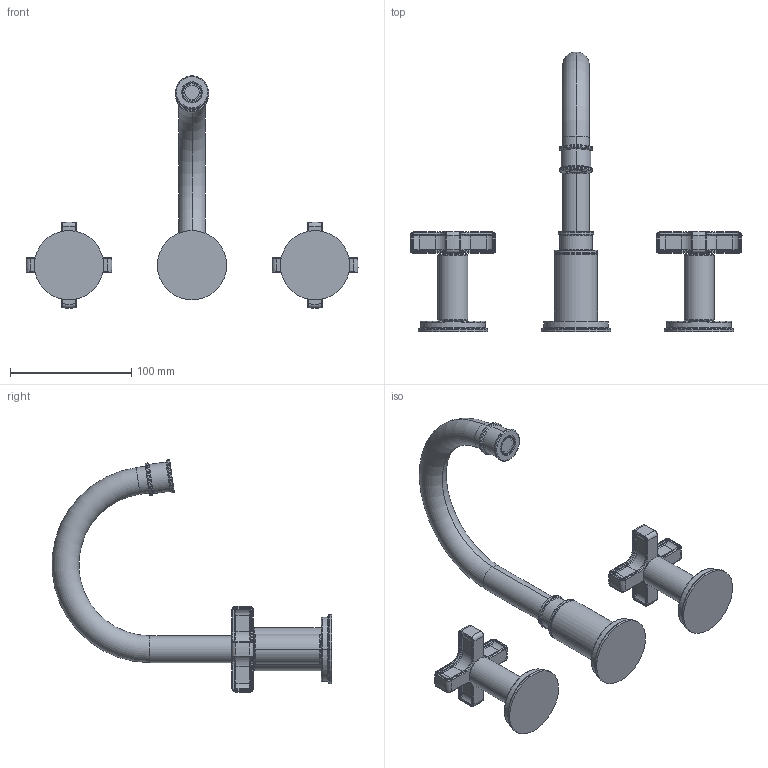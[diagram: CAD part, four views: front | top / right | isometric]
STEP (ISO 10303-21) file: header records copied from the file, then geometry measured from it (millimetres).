
FILE_DESCRIPTION((''),'2;1');
FILE_NAME('3280C','2024-03-14T08:56:44',('rsmith'),(''),'CREO PARAMETRIC BY PTC INC, 2023134','CREO PARAMETRIC BY PTC INC, 2023134','');
FILE_SCHEMA(('CONFIG_CONTROL_DESIGN'));
Length unit declared in the file: inch
Products named in the file (1): 3280C
Bounding box: 274.22 x 231.03 x 191.94 mm (x, y, z)
Volume: 347720.5 mm3; surface area: 77869.4 mm2
Topology: 5 solids, 5 shells, 748 faces, 1800 edges, 1072 vertices
Faces by surface type: cylinder 316, plane 174, torus 152, bspline 82, cone 24
Entity records: 30651 total; most frequent: CARTESIAN_POINT 13531, DIRECTION 3650, ORIENTED_EDGE 3592, EDGE_CURVE 1796, AXIS2_PLACEMENT_3D 1480, VERTEX_POINT 1072, CIRCLE 814, EDGE_LOOP 778
